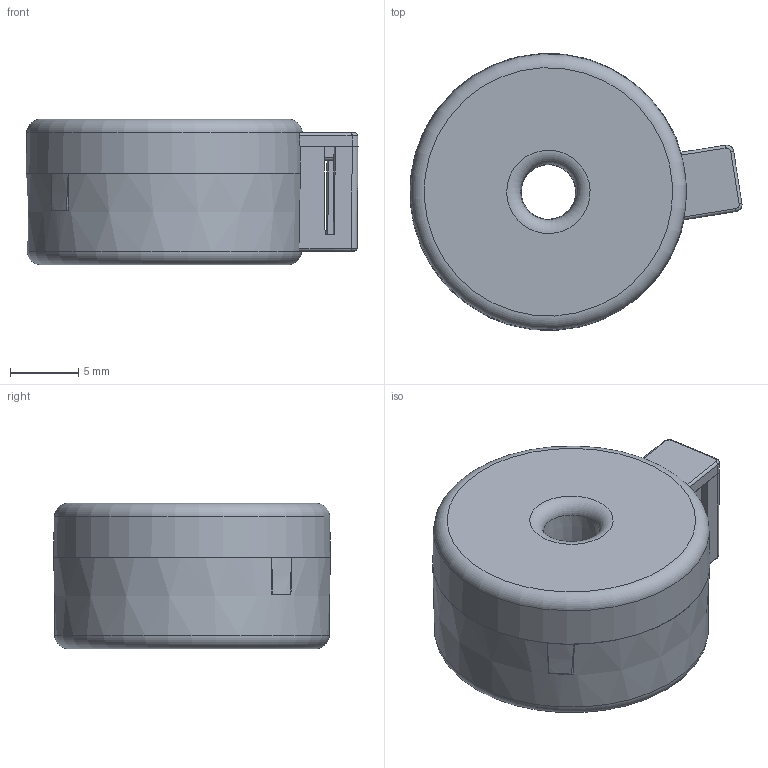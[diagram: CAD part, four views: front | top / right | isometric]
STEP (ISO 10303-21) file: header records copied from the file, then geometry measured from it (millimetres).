
FILE_DESCRIPTION(/* description */ ('Unknown'),/* implementation_level */ '2;1');
FILE_NAME(/* name */ 'Kryt toroidu update Maplast_ poeledni verze2025',/* time_stamp */ '2025-04-22T11:38:53+02:00',/* author */ ('Unknown'),/* organization */ ('Unknown'),/* preprocessor_version */ 'ST-DEVELOPER v19.4',/* originating_system */ 'Solid Edge',/* authorisation */ 'Unknown');
FILE_SCHEMA (('AUTOMOTIVE_DESIGN {1 0 10303 214 3 1 1}'));
Length unit declared in the file: millimetre
Products named in the file (3): Kryt toroidu update Maplast_ ukosy; 1; 1.1
Assembly tree (2 placements, depth 2):
  Kryt toroidu update Maplast_ ukosy
    1
    1.1
Bounding box: 24.31 x 20.27 x 10.65 mm (x, y, z)
Volume: 1361.1 mm3; surface area: 2978.5 mm2
Topology: 2 solids, 2 shells, 100 faces, 247 edges, 154 vertices
Faces by surface type: plane 47, cylinder 25, cone 12, torus 8, sphere 4, bspline 4
Entity records: 3832 total; most frequent: CARTESIAN_POINT 785, DIRECTION 485, ORIENTED_EDGE 444, EDGE_CURVE 222, AXIS2_PLACEMENT_3D 186, VERTEX_POINT 152, EDGE_LOOP 130, FACE_BOUND 130
